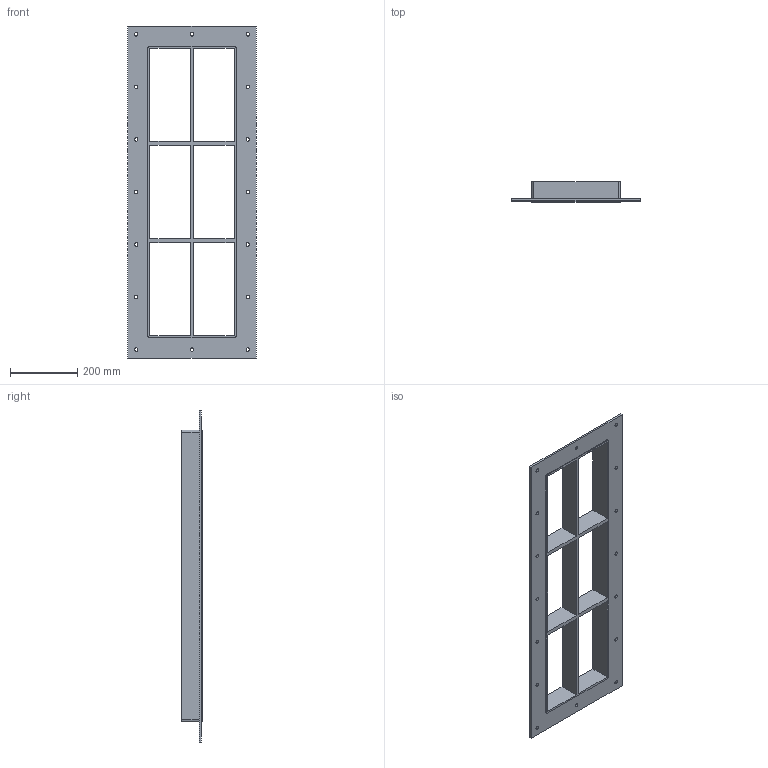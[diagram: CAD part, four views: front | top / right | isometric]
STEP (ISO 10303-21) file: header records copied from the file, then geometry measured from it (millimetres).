
FILE_DESCRIPTION((''),'2;1');
FILE_NAME('GH8+8+8X2.stp','2015-01-14T08:55:56',(''),(''),'Autodesk Inventor 2013','Autodesk Inventor 2013','');
FILE_SCHEMA(('AUTOMOTIVE_DESIGN { 1 0 10303 214 1 1 1 1 }'));
Length unit declared in the file: millimetre
Products named in the file (1): GH-ISO
Bounding box: 383 x 60 x 990 mm (x, y, z)
Volume: 2561138.6 mm3; surface area: 781951.6 mm2
Topology: 1 solids, 1 shells, 64 faces, 196 edges, 136 vertices
Faces by surface type: plane 40, cylinder 24
Full cylindrical faces by diameter (mm): 10.5 x16
Entity records: 2106 total; most frequent: CARTESIAN_POINT 349, DIRECTION 342, ORIENTED_EDGE 328, EDGE_CURVE 164, EDGE_LOOP 126, VERTEX_POINT 120, VECTOR 116, LINE 116
